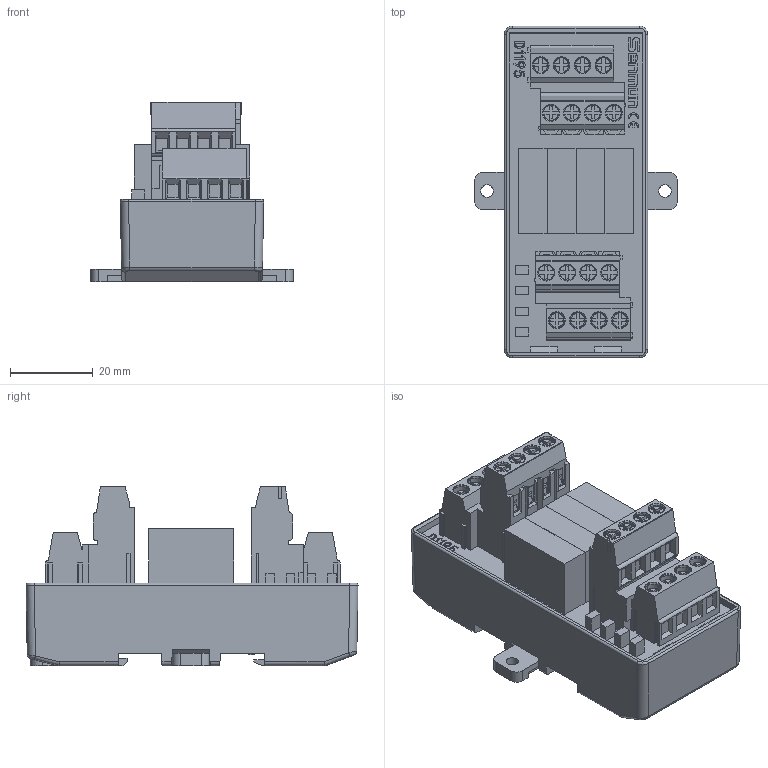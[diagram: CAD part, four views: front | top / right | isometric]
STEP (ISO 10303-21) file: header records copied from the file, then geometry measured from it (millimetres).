
FILE_DESCRIPTION(/* description */ (''),/* implementation_level */ '2;1');
FILE_NAME(/* name */ 'D1195-E.stp',/* time_stamp */ '2024-08-15T16:31:45+08:00',/* author */ (''),/* organization */ (''),/* preprocessor_version */ 'ST-DEVELOPER v14',/* originating_system */ 'SIEMENS PLM Software NX 8.0',/* authorisation */ '');
FILE_SCHEMA (('AUTOMOTIVE_DESIGN { 1 0 10303 214 3 1 1 1 }'));
Products named in the file (1): Admi3268E6A58me7
Bounding box: 49.07 x 80.4 x 43.5 mm (x, y, z)
Volume: 69379.2 mm3; surface area: 27756.2 mm2
Topology: 3 solids, 5 shells, 2352 faces, 6442 edges, 4192 vertices
Faces by surface type: plane 1635, cylinder 458, torus 130, bspline 69, cone 46, extrusion 14
Full cylindrical faces by diameter (mm): 2.6 x8, 3 x2, 4.1 x8, 4.13 x8
Entity records: 99589 total; most frequent: CARTESIAN_POINT 40451, ORIENTED_EDGE 12720, DIRECTION 10846, EDGE_CURVE 6360, VECTOR 4780, LINE 4766, VERTEX_POINT 4168, AXIS2_PLACEMENT_3D 3033
